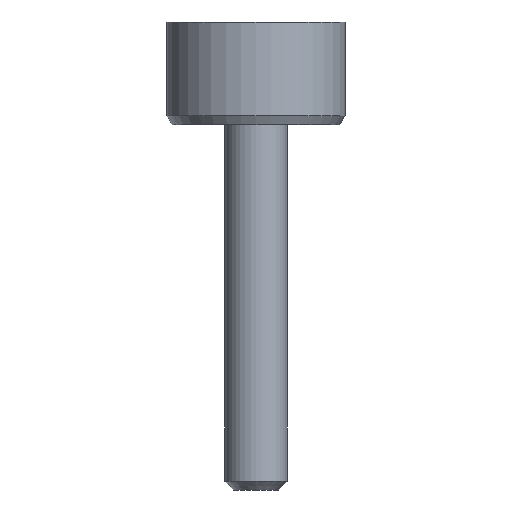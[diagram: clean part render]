
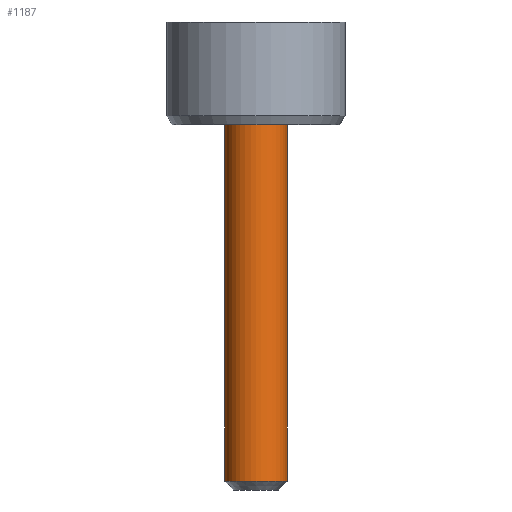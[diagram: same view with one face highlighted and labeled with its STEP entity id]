
A CAD part, front view. The second image highlights one B-rep face of the part: STEP entity #1187.
In plain terms, the highlighted cylindrical face has radius 0.7 mm (diameter 1.4 mm), a full revolution.
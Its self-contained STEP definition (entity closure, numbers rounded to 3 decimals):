
#15=CYLINDRICAL_SURFACE('',#1265,0.7);
#34=CIRCLE('',#1264,0.7);
#35=CIRCLE('',#1266,0.7);
#172=FACE_OUTER_BOUND('',#244,.T.);
#244=EDGE_LOOP('',(#1073,#1074,#1075,#1076));
#358=LINE('',#2173,#469);
#469=VECTOR('',#1487,0.7);
#580=VERTEX_POINT('',#2167);
#581=VERTEX_POINT('',#2171);
#745=EDGE_CURVE('',#580,#580,#34,.T.);
#747=EDGE_CURVE('',#581,#581,#35,.T.);
#748=EDGE_CURVE('',#581,#580,#358,.T.);
#1073=ORIENTED_EDGE('',*,*,#747,.F.);
#1074=ORIENTED_EDGE('',*,*,#748,.T.);
#1075=ORIENTED_EDGE('',*,*,#745,.T.);
#1076=ORIENTED_EDGE('',*,*,#748,.F.);
#1187=ADVANCED_FACE('',(#172),#15,.T.);
#1264=AXIS2_PLACEMENT_3D('',#2168,#1480,#1481);
#1265=AXIS2_PLACEMENT_3D('',#2170,#1483,#1484);
#1266=AXIS2_PLACEMENT_3D('',#2172,#1485,#1486);
#1480=DIRECTION('center_axis',(0.,0.,1.));
#1481=DIRECTION('ref_axis',(0.,-1.,0.));
#1483=DIRECTION('center_axis',(0.,0.,1.));
#1484=DIRECTION('ref_axis',(0.,-1.,0.));
#1485=DIRECTION('center_axis',(0.,0.,1.));
#1486=DIRECTION('ref_axis',(0.,-1.,0.));
#1487=DIRECTION('',(0.,0.,-1.));
#2167=CARTESIAN_POINT('',(0.,0.7,-8.));
#2168=CARTESIAN_POINT('Origin',(0.,0.,-8.));
#2170=CARTESIAN_POINT('Origin',(0.,0.,-4.));
#2171=CARTESIAN_POINT('',(0.,0.7,0.));
#2172=CARTESIAN_POINT('Origin',(0.,0.,0.));
#2173=CARTESIAN_POINT('',(0.,0.7,-4.));
